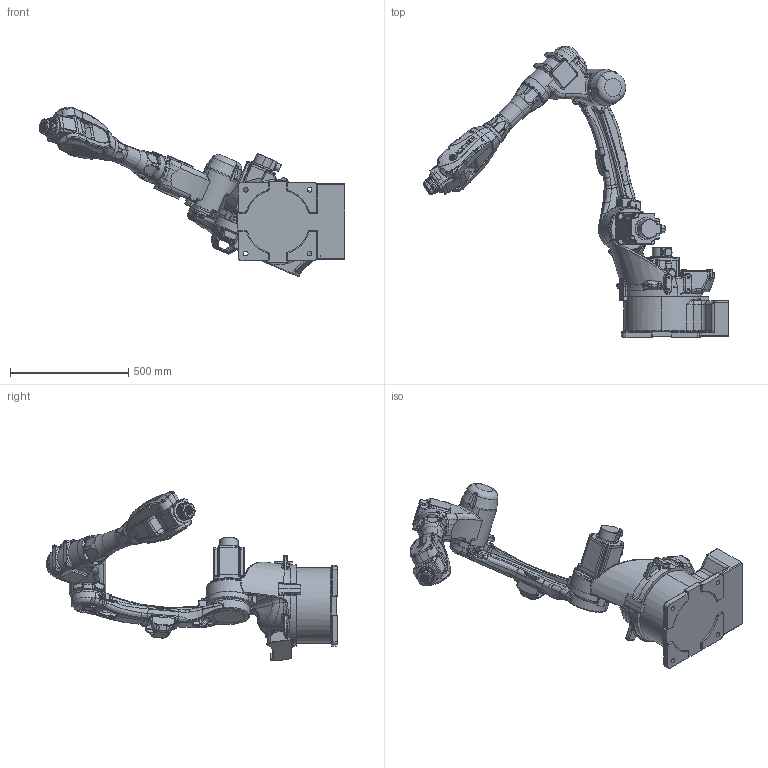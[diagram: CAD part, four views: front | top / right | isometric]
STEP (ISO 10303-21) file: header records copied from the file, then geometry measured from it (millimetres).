
FILE_DESCRIPTION (( 'STEP AP214' ), '1' );
FILE_NAME ('BR-12Z-1550.STEP', '2024-03-29T07:33:17', ( '' ), ( '' ), 'SwSTEP 2.0', 'SolidWorks 2018', '' );
FILE_SCHEMA (( 'AUTOMOTIVE_DESIGN' ));
Length unit declared in the file: millimetre
Products named in the file (11): MR12Z-1550.sldasm-Part-2^BR-12Z-1550(2)_BR-12Z-1550; MR12Z-1550.sldasm-Part-3^BR-12Z-1550(2)_BR-12Z-1550; MR12Z-1550.sldasm-Part-6^BR-12Z-1550(2)_BR-12Z-1550; MR12Z-1550.sldasm-Part-4^BR-12Z-1550(2)_BR-12Z-1550; MR12Z-1550.sldasm-Part-9^BR-12Z-1550(2)_BR-12Z-1550; MR12Z-1550.sldasm-Part-7^BR-12Z-1550(2)_BR-12Z-1550; MR12Z-1550.sldasm-Part-8^BR-12Z-1550(2)_BR-12Z-1550; BR-12Z-1550; MR12Z-1550.sldasm-Part-5^BR-12Z-1550(2)_BR-12Z-1550; BR-12Z-1550(2)^BR-12Z-1550; MR12Z-1550.sldasm-Part-1^BR-12Z-1550(2)_BR-12Z-1550
Assembly tree (10 placements, depth 3):
  BR-12Z-1550
    BR-12Z-1550(2)^BR-12Z-1550
      MR12Z-1550.sldasm-Part-1^BR-12Z-1550(2)_BR-12Z-1550
      MR12Z-1550.sldasm-Part-2^BR-12Z-1550(2)_BR-12Z-1550
      MR12Z-1550.sldasm-Part-3^BR-12Z-1550(2)_BR-12Z-1550
      MR12Z-1550.sldasm-Part-4^BR-12Z-1550(2)_BR-12Z-1550
      MR12Z-1550.sldasm-Part-5^BR-12Z-1550(2)_BR-12Z-1550
      MR12Z-1550.sldasm-Part-6^BR-12Z-1550(2)_BR-12Z-1550
      MR12Z-1550.sldasm-Part-7^BR-12Z-1550(2)_BR-12Z-1550
      MR12Z-1550.sldasm-Part-8^BR-12Z-1550(2)_BR-12Z-1550
      MR12Z-1550.sldasm-Part-9^BR-12Z-1550(2)_BR-12Z-1550
Bounding box: 1291.91 x 1232.15 x 718.12 mm (x, y, z)
Volume: 56381027.4 mm3; surface area: 2616693.8 mm2
Topology: 9 solids, 14 shells, 4511 faces, 11095 edges, 6579 vertices
Faces by surface type: bspline 1732, cylinder 1162, plane 1012, torus 272, cone 256, sphere 77
Entity records: 288904 total; most frequent: CARTESIAN_POINT 197455, ORIENTED_EDGE 21898, DIRECTION 15168, EDGE_CURVE 10949, VERTEX_POINT 6575, AXIS2_PLACEMENT_3D 6207, EDGE_LOOP 4670, ADVANCED_FACE 4511
